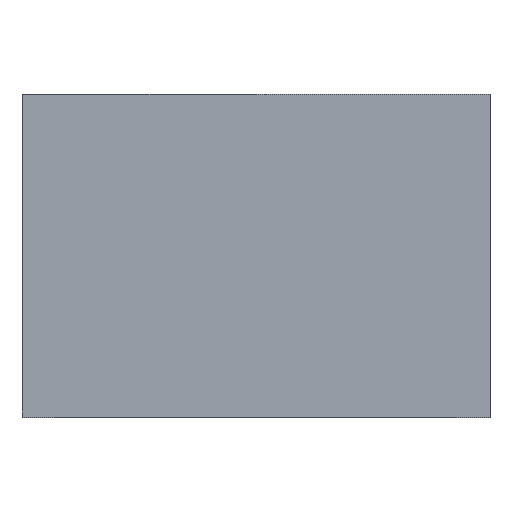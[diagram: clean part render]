
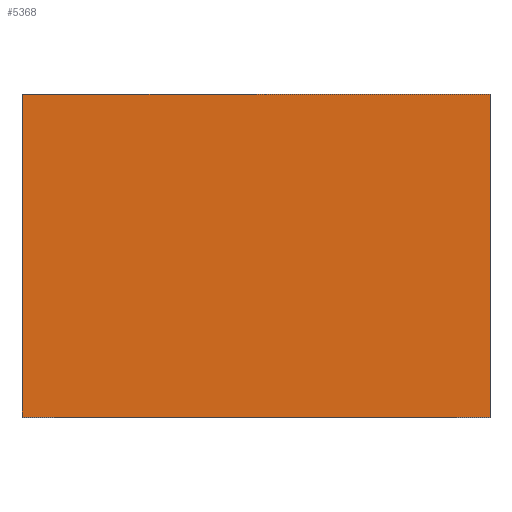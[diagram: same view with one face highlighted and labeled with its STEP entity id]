
A CAD part, top view. The second image highlights one B-rep face of the part: STEP entity #5368.
In plain terms, the highlighted planar face has unit normal (0, 0, 1).
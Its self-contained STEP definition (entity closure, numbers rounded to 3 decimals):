
#93=LINE('',#6519,#372);
#124=LINE('',#7578,#403);
#133=LINE('',#7596,#412);
#134=LINE('',#7598,#413);
#372=VECTOR('',#5793,1000.);
#403=VECTOR('',#5828,1000.);
#412=VECTOR('',#5847,1000.);
#413=VECTOR('',#5850,1000.);
#854=ORIENTED_EDGE('',*,*,#2003,.T.);
#855=ORIENTED_EDGE('',*,*,#1993,.F.);
#856=ORIENTED_EDGE('',*,*,#1824,.F.);
#857=ORIENTED_EDGE('',*,*,#2002,.T.);
#1824=EDGE_CURVE('',#2405,#2398,#93,.T.);
#1993=EDGE_CURVE('',#2398,#2571,#124,.T.);
#2002=EDGE_CURVE('',#2405,#2576,#133,.T.);
#2003=EDGE_CURVE('',#2576,#2571,#134,.T.);
#2398=VERTEX_POINT('',#6505);
#2405=VERTEX_POINT('',#6518);
#2571=VERTEX_POINT('',#7575);
#2576=VERTEX_POINT('',#7595);
#3102=EDGE_LOOP('',(#854,#855,#856,#857));
#3365=FACE_BOUND('',#3102,.T.);
#3603=PLANE('',#5601);
#5368=ADVANCED_FACE('',(#3365),#3603,.F.);
#5601=AXIS2_PLACEMENT_3D('',#7597,#5848,#5849);
#5793=DIRECTION('',(-1.,0.,0.));
#5828=DIRECTION('',(0.,1.,0.));
#5847=DIRECTION('',(0.,1.,0.));
#5848=DIRECTION('',(0.,0.,-1.));
#5849=DIRECTION('',(-1.,0.,0.));
#5850=DIRECTION('',(-1.,0.,0.));
#6505=CARTESIAN_POINT('',(-5.8,-4.,5.2));
#6518=CARTESIAN_POINT('',(5.8,-4.,5.2));
#6519=CARTESIAN_POINT('',(5.8,-4.,5.2));
#7575=CARTESIAN_POINT('',(-5.8,4.,5.2));
#7578=CARTESIAN_POINT('',(-5.8,-4.,5.2));
#7595=CARTESIAN_POINT('',(5.8,4.,5.2));
#7596=CARTESIAN_POINT('',(5.8,-4.,5.2));
#7597=CARTESIAN_POINT('',(5.8,-4.,5.2));
#7598=CARTESIAN_POINT('',(5.8,4.,5.2));
